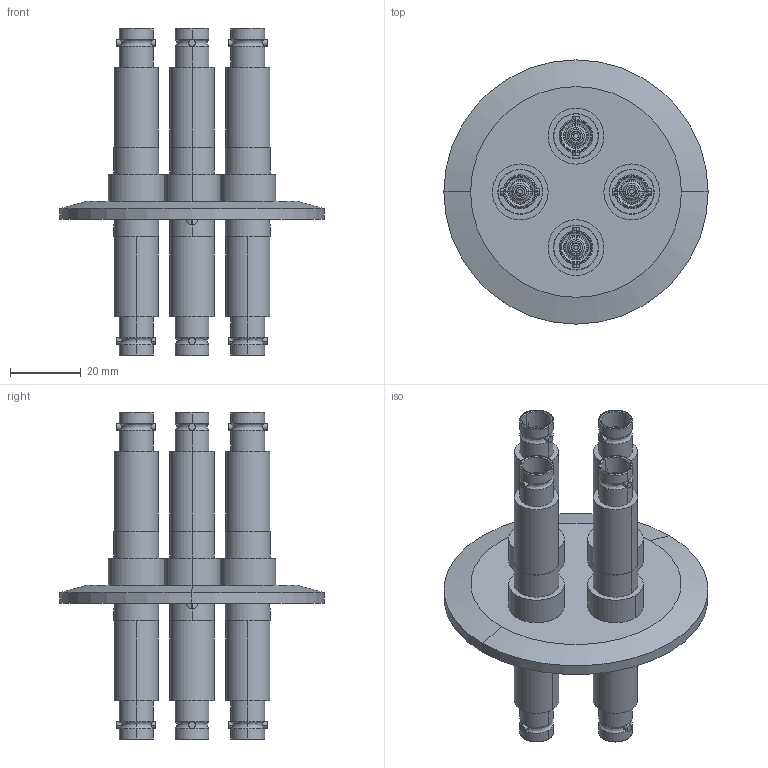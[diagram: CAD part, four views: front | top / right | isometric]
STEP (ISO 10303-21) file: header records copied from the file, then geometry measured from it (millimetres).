
FILE_DESCRIPTION (( 'STEP AP203' ), '1' );
FILE_NAME ('A7111-1-QF.STEP', '2012-03-27T12:42:11', ( '' ), ( '' ), 'SwSTEP 2.0', 'SolidWorks 2011', '' );
FILE_SCHEMA (( 'CONFIG_CONTROL_DESIGN' ));
Length unit declared in the file: inch
Products named in the file (1): A7111-1-QF
Bounding box: 74.93 x 74.93 x 92.96 mm (x, y, z)
Volume: 38694.6 mm3; surface area: 48888.3 mm2
Topology: 1 solids, 1 shells, 1133 faces, 2868 edges, 1802 vertices
Faces by surface type: cylinder 488, plane 339, cone 178, bspline 128
Entity records: 37683 total; most frequent: CARTESIAN_POINT 10108, DIRECTION 6066, ORIENTED_EDGE 5704, EDGE_CURVE 2852, AXIS2_PLACEMENT_3D 2496, VERTEX_POINT 1802, CIRCLE 1490, EDGE_LOOP 1278
